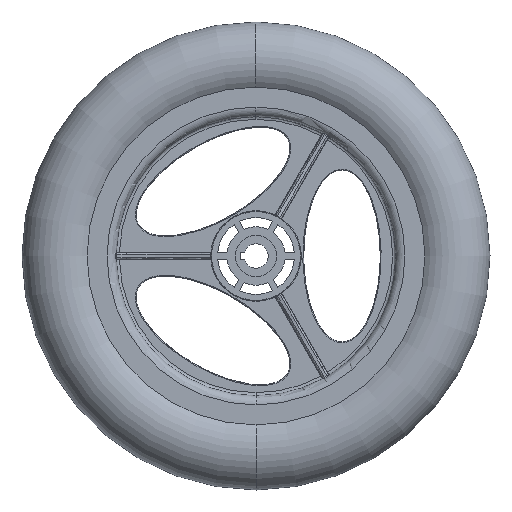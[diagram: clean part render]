
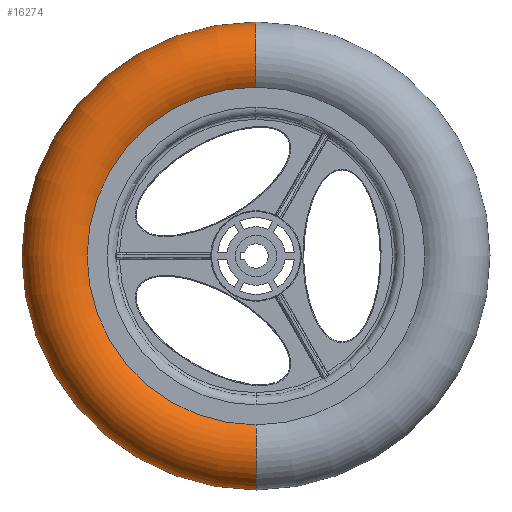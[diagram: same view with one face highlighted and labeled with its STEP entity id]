
A CAD part, left-side view. The second image highlights one B-rep face of the part: STEP entity #16274.
In plain terms, the highlighted toroidal (fillet/blend) face has major radius 126.746 mm and minor radius 25.786 mm.
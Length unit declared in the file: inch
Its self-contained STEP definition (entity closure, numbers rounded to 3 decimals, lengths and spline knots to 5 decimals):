
#16213=CARTESIAN_POINT('',(0.10271,0.0,0.0));
#16214=DIRECTION('',(1.0,0.0,0.0));
#16215=DIRECTION('',(0.0,0.0,-1.0));
#16216=AXIS2_PLACEMENT_3D('',#16213,#16214,#16215);
#16217=TOROIDAL_SURFACE('',#16216,4.99,1.01521);
#16218=CARTESIAN_POINT('',(-0.66929,0.,-4.33071));
#16219=VERTEX_POINT('',#16218);
#16220=CARTESIAN_POINT('',(0.,0.,-6.0));
#16221=VERTEX_POINT('',#16220);
#16222=CARTESIAN_POINT('',(0.10271,0.,-4.99));
#16223=DIRECTION('',(0.0,-1.0,0.0));
#16224=DIRECTION('',(0.0,0.0,1.0));
#16225=AXIS2_PLACEMENT_3D('',#16222,#16223,#16224);
#16226=CIRCLE('',#16225,1.01521);
#16227=EDGE_CURVE('',#16219,#16221,#16226,.T.);
#16228=ORIENTED_EDGE('',*,*,#16227,.F.);
#16229=CARTESIAN_POINT('',(-0.66929,4.33071,0.0));
#16230=VERTEX_POINT('',#16229);
#16231=CARTESIAN_POINT('',(-0.66929,0.0,0.0));
#16232=DIRECTION('',(1.0,0.0,0.0));
#16233=DIRECTION('',(0.0,1.0,0.0));
#16234=AXIS2_PLACEMENT_3D('',#16231,#16232,#16233);
#16235=CIRCLE('',#16234,4.33071);
#16236=EDGE_CURVE('',#16219,#16230,#16235,.T.);
#16237=ORIENTED_EDGE('',*,*,#16236,.T.);
#16238=CARTESIAN_POINT('',(-0.66929,0.,4.33071));
#16239=VERTEX_POINT('',#16238);
#16240=CARTESIAN_POINT('',(-0.66929,0.0,0.0));
#16241=DIRECTION('',(1.0,0.0,0.0));
#16242=DIRECTION('',(0.0,1.0,0.0));
#16243=AXIS2_PLACEMENT_3D('',#16240,#16241,#16242);
#16244=CIRCLE('',#16243,4.33071);
#16245=EDGE_CURVE('',#16230,#16239,#16244,.T.);
#16246=ORIENTED_EDGE('',*,*,#16245,.T.);
#16247=CARTESIAN_POINT('',(0.,0.,6.0));
#16248=VERTEX_POINT('',#16247);
#16249=CARTESIAN_POINT('',(0.10271,0.,4.99));
#16250=DIRECTION('',(0.0,-1.0,0.0));
#16251=DIRECTION('',(0.0,0.0,1.0));
#16252=AXIS2_PLACEMENT_3D('',#16249,#16250,#16251);
#16253=CIRCLE('',#16252,1.01521);
#16254=EDGE_CURVE('',#16248,#16239,#16253,.T.);
#16255=ORIENTED_EDGE('',*,*,#16254,.F.);
#16256=CARTESIAN_POINT('',(0.,6.0,0.0));
#16257=VERTEX_POINT('',#16256);
#16258=CARTESIAN_POINT('',(0.,0.0,0.0));
#16259=DIRECTION('',(1.0,0.0,0.0));
#16260=DIRECTION('',(0.0,1.0,0.0));
#16261=AXIS2_PLACEMENT_3D('',#16258,#16259,#16260);
#16262=CIRCLE('',#16261,6.0);
#16263=EDGE_CURVE('',#16257,#16248,#16262,.T.);
#16264=ORIENTED_EDGE('',*,*,#16263,.F.);
#16265=CARTESIAN_POINT('',(0.,0.0,0.0));
#16266=DIRECTION('',(1.0,0.0,0.0));
#16267=DIRECTION('',(0.0,1.0,0.0));
#16268=AXIS2_PLACEMENT_3D('',#16265,#16266,#16267);
#16269=CIRCLE('',#16268,6.0);
#16270=EDGE_CURVE('',#16221,#16257,#16269,.T.);
#16271=ORIENTED_EDGE('',*,*,#16270,.F.);
#16272=EDGE_LOOP('',(#16228,#16237,#16246,#16255,#16264,#16271));
#16273=FACE_OUTER_BOUND('',#16272,.T.);
#16274=ADVANCED_FACE('',(#16273),#16217,.T.);
